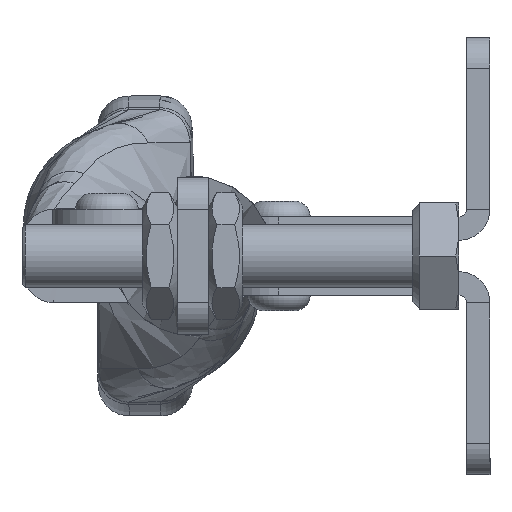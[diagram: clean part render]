
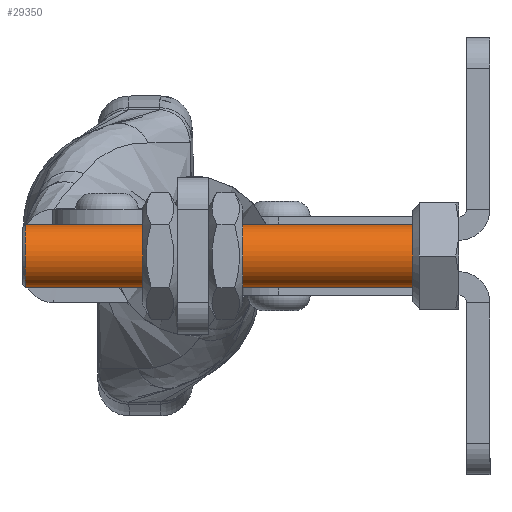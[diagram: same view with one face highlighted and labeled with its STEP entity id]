
A CAD part, left-side view. The second image highlights one B-rep face of the part: STEP entity #29350.
In plain terms, the highlighted cylindrical face has radius 2 mm (diameter 4 mm), a partial arc.
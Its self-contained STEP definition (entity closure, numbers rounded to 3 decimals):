
#11419 = ORIENTED_EDGE ( 'NONE', *, *, #28087, .T. ) ;
#11420 = ORIENTED_EDGE ( 'NONE', *, *, #28089, .T. ) ;
#11421 = ORIENTED_EDGE ( 'NONE', *, *, #28090, .T. ) ;
#11422 = ORIENTED_EDGE ( 'NONE', *, *, #28091, .F. ) ;
#12052 = CARTESIAN_POINT ( 'NONE',  ( 2.925, 0., 2. ) ) ;
#12112 = CARTESIAN_POINT ( 'NONE',  ( 27.725, 0., -2. ) ) ;
#12242 = CARTESIAN_POINT ( 'NONE',  ( 2.925, 0., -2. ) ) ;
#14810 = VERTEX_POINT ( 'NONE', #26527 ) ;
#14849 = VERTEX_POINT ( 'NONE', #12112 ) ;
#14893 = VERTEX_POINT ( 'NONE', #12242 ) ;
#14920 = VERTEX_POINT ( 'NONE', #12052 ) ;
#16203 = DIRECTION ( 'NONE',  ( -1., 0., 0. ) ) ;
#16208 = CARTESIAN_POINT ( 'NONE',  ( 27.925, 0., -2. ) ) ;
#16210 = CARTESIAN_POINT ( 'NONE',  ( 27.725, 0., 0. ) ) ;
#16211 = DIRECTION ( 'NONE',  ( -1., 0., 0. ) ) ;
#16212 = DIRECTION ( 'NONE',  ( 0., 0., -1. ) ) ;
#16213 = CARTESIAN_POINT ( 'NONE',  ( 27.925, 0., 2. ) ) ;
#16214 = DIRECTION ( 'NONE',  ( -1., 0., 0. ) ) ;
#16215 = CARTESIAN_POINT ( 'NONE',  ( 2.925, 0., 0. ) ) ;
#16216 = DIRECTION ( 'NONE',  ( 1., 0., 0. ) ) ;
#16217 = DIRECTION ( 'NONE',  ( 0., 0., -1. ) ) ;
#21651 = EDGE_LOOP ( 'NONE', ( #11419, #11420, #11421, #11422 ) ) ;
#24635 = DIRECTION ( 'NONE',  ( 0., 0., 1. ) ) ;
#24647 = DIRECTION ( 'NONE',  ( -1., 0., 0. ) ) ;
#24651 = CARTESIAN_POINT ( 'NONE',  ( 27.925, 0., 0. ) ) ;
#26527 = CARTESIAN_POINT ( 'NONE',  ( 27.725, 0., 2. ) ) ;
#27420 = CIRCLE ( 'NONE', #28604, 2. ) ;
#27423 = LINE ( 'NONE', #16208, #27427 ) ;
#27426 = CIRCLE ( 'NONE', #28605, 2. ) ;
#27427 = VECTOR ( 'NONE', #16214, 1000. ) ;
#27428 = LINE ( 'NONE', #16213, #27430 ) ;
#27430 = VECTOR ( 'NONE', #16203, 1000. ) ;
#27805 = FACE_OUTER_BOUND ( 'NONE', #21651, .T. ) ;
#27811 = CYLINDRICAL_SURFACE ( 'NONE', #28740, 2. ) ;
#28087 = EDGE_CURVE ( 'NONE', #14810, #14849, #27420, .T. ) ;
#28089 = EDGE_CURVE ( 'NONE', #14849, #14893, #27423, .T. ) ;
#28090 = EDGE_CURVE ( 'NONE', #14893, #14920, #27426, .T. ) ;
#28091 = EDGE_CURVE ( 'NONE', #14810, #14920, #27428, .T. ) ;
#28604 = AXIS2_PLACEMENT_3D ( 'NONE', #16210, #16211, #16212 ) ;
#28605 = AXIS2_PLACEMENT_3D ( 'NONE', #16215, #16216, #16217 ) ;
#28740 = AXIS2_PLACEMENT_3D ( 'NONE', #24651, #24647, #24635 ) ;
#29350 = ADVANCED_FACE ( 'NONE', ( #27805 ), #27811, .T. ) ;
